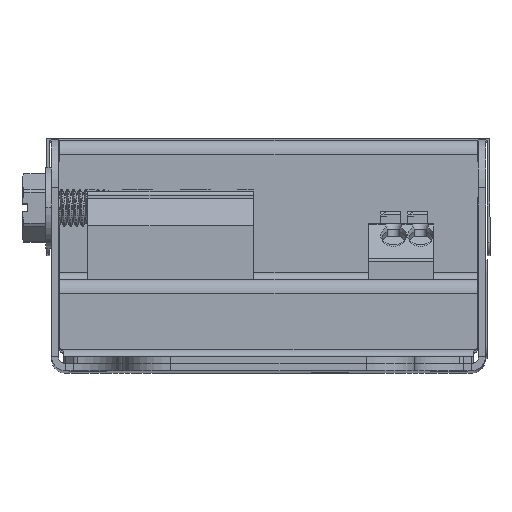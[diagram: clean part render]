
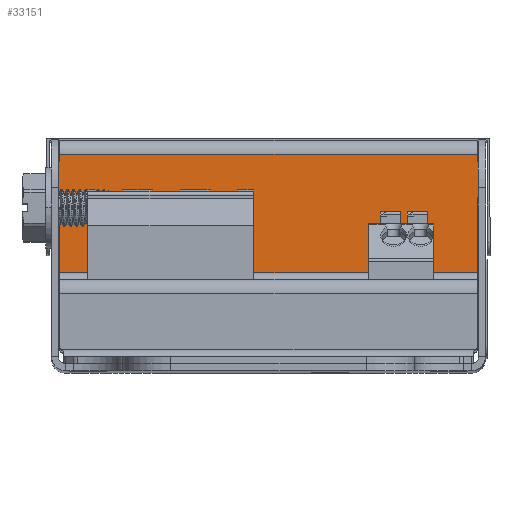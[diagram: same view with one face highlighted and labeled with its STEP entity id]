
A CAD part, top view. The second image highlights one B-rep face of the part: STEP entity #33151.
In plain terms, the highlighted planar face has unit normal (0, 0, 1).
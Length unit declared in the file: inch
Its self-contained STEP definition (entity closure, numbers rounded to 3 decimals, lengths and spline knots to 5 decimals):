
#764 = DIRECTION ( 'NONE',  ( 0., 0., -1. ) ) ;
#966 = CARTESIAN_POINT ( 'NONE',  ( 1.095, -0.189, 2.397 ) ) ;
#1152 = DIRECTION ( 'NONE',  ( 1., 0., 0. ) ) ;
#1768 = CARTESIAN_POINT ( 'NONE',  ( -1.07, 0., 2.397 ) ) ;
#3344 = VERTEX_POINT ( 'NONE', #31190 ) ;
#4174 = EDGE_CURVE ( 'NONE', #34188, #34334, #21133, .T. ) ;
#4642 = VERTEX_POINT ( 'NONE', #29113 ) ;
#5376 = CARTESIAN_POINT ( 'NONE',  ( -1.095, -0.109, 2.397 ) ) ;
#5652 = CARTESIAN_POINT ( 'NONE',  ( 1.07, -0.072, 2.397 ) ) ;
#5870 = ORIENTED_EDGE ( 'NONE', *, *, #39994, .T. ) ;
#5897 = VECTOR ( 'NONE', #12754, 39.37008 ) ;
#6075 = LINE ( 'NONE', #33446, #50795 ) ;
#6076 = EDGE_CURVE ( 'NONE', #34334, #50089, #41694, .T. ) ;
#7271 = CARTESIAN_POINT ( 'NONE',  ( -1.095, -0.189, 2.397 ) ) ;
#7534 = VERTEX_POINT ( 'NONE', #35348 ) ;
#7866 = LINE ( 'NONE', #966, #53974 ) ;
#8607 = LINE ( 'NONE', #7271, #54690 ) ;
#8718 = LINE ( 'NONE', #52956, #5897 ) ;
#9017 = EDGE_CURVE ( 'NONE', #4642, #34188, #7866, .T. ) ;
#9227 = VECTOR ( 'NONE', #14046, 39.37008 ) ;
#9777 = CARTESIAN_POINT ( 'NONE',  ( 1.07, -0.309, 2.397 ) ) ;
#10436 = VECTOR ( 'NONE', #51174, 39.37008 ) ;
#11264 = LINE ( 'NONE', #41239, #33615 ) ;
#12078 = ORIENTED_EDGE ( 'NONE', *, *, #4174, .T. ) ;
#12754 = DIRECTION ( 'NONE',  ( 1., 0., 0. ) ) ;
#13440 = ORIENTED_EDGE ( 'NONE', *, *, #6076, .T. ) ;
#14046 = DIRECTION ( 'NONE',  ( -1., 0., 0. ) ) ;
#14254 = EDGE_CURVE ( 'NONE', #27283, #38355, #8607, .T. ) ;
#18263 = VERTEX_POINT ( 'NONE', #31922 ) ;
#18273 = ORIENTED_EDGE ( 'NONE', *, *, #26125, .F. ) ;
#18529 = DIRECTION ( 'NONE',  ( 0., 1., 0. ) ) ;
#18740 = ORIENTED_EDGE ( 'NONE', *, *, #44761, .F. ) ;
#20519 = VERTEX_POINT ( 'NONE', #57567 ) ;
#21133 = LINE ( 'NONE', #27341, #9227 ) ;
#21917 = EDGE_CURVE ( 'NONE', #3344, #50089, #42349, .T. ) ;
#21976 = VERTEX_POINT ( 'NONE', #50766 ) ;
#22342 = LINE ( 'NONE', #24415, #10436 ) ;
#24182 = ORIENTED_EDGE ( 'NONE', *, *, #14254, .F. ) ;
#24415 = CARTESIAN_POINT ( 'NONE',  ( 1.07, 0., 2.397 ) ) ;
#24680 = VECTOR ( 'NONE', #28535, 39.37008 ) ;
#26125 = EDGE_CURVE ( 'NONE', #18263, #20519, #11264, .T. ) ;
#26653 = AXIS2_PLACEMENT_3D ( 'NONE', #27540, #764, #32004 ) ;
#27283 = VERTEX_POINT ( 'NONE', #47370 ) ;
#27341 = CARTESIAN_POINT ( 'NONE',  ( 1.07, -0.109, 2.397 ) ) ;
#27540 = CARTESIAN_POINT ( 'NONE',  ( 0., 0., 2.397 ) ) ;
#28535 = DIRECTION ( 'NONE',  ( 0., -1., 0. ) ) ;
#28546 = DIRECTION ( 'NONE',  ( 0.204, 0.979, 0. ) ) ;
#29113 = CARTESIAN_POINT ( 'NONE',  ( 1.095, -0.189, 2.397 ) ) ;
#29724 = VERTEX_POINT ( 'NONE', #9777 ) ;
#30784 = VECTOR ( 'NONE', #28546, 39.37008 ) ;
#31190 = CARTESIAN_POINT ( 'NONE',  ( -1.07, -0.072, 2.397 ) ) ;
#31862 = VECTOR ( 'NONE', #1152, 39.37008 ) ;
#31922 = CARTESIAN_POINT ( 'NONE',  ( 1.07, -0.678, 2.397 ) ) ;
#32004 = DIRECTION ( 'NONE',  ( 0., 1., 0. ) ) ;
#33151 = ADVANCED_FACE ( 'NONE', ( #50978 ), #49785, .F. ) ;
#33175 = CARTESIAN_POINT ( 'NONE',  ( 1.07, 0., 2.397 ) ) ;
#33446 = CARTESIAN_POINT ( 'NONE',  ( -1.07, 0., 2.397 ) ) ;
#33555 = EDGE_LOOP ( 'NONE', ( #18273, #47754, #51364, #41302, #12078, #13440, #49350, #34710, #38401, #24182, #18740, #5870 ) ) ;
#33615 = VECTOR ( 'NONE', #45736, 39.37008 ) ;
#34188 = VERTEX_POINT ( 'NONE', #51420 ) ;
#34334 = VERTEX_POINT ( 'NONE', #39305 ) ;
#34437 = VECTOR ( 'NONE', #51114, 39.37008 ) ;
#34710 = ORIENTED_EDGE ( 'NONE', *, *, #34841, .T. ) ;
#34841 = EDGE_CURVE ( 'NONE', #3344, #7534, #36538, .T. ) ;
#35348 = CARTESIAN_POINT ( 'NONE',  ( -1.07, -0.109, 2.397 ) ) ;
#36536 = EDGE_CURVE ( 'NONE', #29724, #4642, #42675, .T. ) ;
#36538 = LINE ( 'NONE', #1768, #24680 ) ;
#37339 = EDGE_CURVE ( 'NONE', #18263, #29724, #22342, .T. ) ;
#37933 = DIRECTION ( 'NONE',  ( 0., -1., 0. ) ) ;
#38355 = VERTEX_POINT ( 'NONE', #5376 ) ;
#38401 = ORIENTED_EDGE ( 'NONE', *, *, #42588, .F. ) ;
#39305 = CARTESIAN_POINT ( 'NONE',  ( 1.07, -0.109, 2.397 ) ) ;
#39994 = EDGE_CURVE ( 'NONE', #21976, #20519, #6075, .T. ) ;
#41239 = CARTESIAN_POINT ( 'NONE',  ( 1.07, -0.678, 2.397 ) ) ;
#41302 = ORIENTED_EDGE ( 'NONE', *, *, #9017, .T. ) ;
#41694 = LINE ( 'NONE', #33175, #52176 ) ;
#42349 = LINE ( 'NONE', #5652, #31862 ) ;
#42588 = EDGE_CURVE ( 'NONE', #38355, #7534, #8718, .T. ) ;
#42675 = LINE ( 'NONE', #46344, #30784 ) ;
#44761 = EDGE_CURVE ( 'NONE', #21976, #27283, #56802, .T. ) ;
#45736 = DIRECTION ( 'NONE',  ( -1., 0., 0. ) ) ;
#46344 = CARTESIAN_POINT ( 'NONE',  ( 1.07, -0.309, 2.397 ) ) ;
#46643 = CARTESIAN_POINT ( 'NONE',  ( -1.07, -0.309, 2.397 ) ) ;
#47370 = CARTESIAN_POINT ( 'NONE',  ( -1.095, -0.189, 2.397 ) ) ;
#47754 = ORIENTED_EDGE ( 'NONE', *, *, #37339, .T. ) ;
#49350 = ORIENTED_EDGE ( 'NONE', *, *, #21917, .F. ) ;
#49785 = PLANE ( 'NONE',  #26653 ) ;
#50089 = VERTEX_POINT ( 'NONE', #54614 ) ;
#50766 = CARTESIAN_POINT ( 'NONE',  ( -1.07, -0.309, 2.397 ) ) ;
#50795 = VECTOR ( 'NONE', #37933, 39.37008 ) ;
#50978 = FACE_OUTER_BOUND ( 'NONE', #33555, .T. ) ;
#51114 = DIRECTION ( 'NONE',  ( -0.204, 0.979, 0. ) ) ;
#51174 = DIRECTION ( 'NONE',  ( 0., 1., 0. ) ) ;
#51364 = ORIENTED_EDGE ( 'NONE', *, *, #36536, .T. ) ;
#51420 = CARTESIAN_POINT ( 'NONE',  ( 1.095, -0.109, 2.397 ) ) ;
#52176 = VECTOR ( 'NONE', #18529, 39.37008 ) ;
#52956 = CARTESIAN_POINT ( 'NONE',  ( -1.07, -0.109, 2.397 ) ) ;
#53974 = VECTOR ( 'NONE', #54478, 39.37008 ) ;
#54478 = DIRECTION ( 'NONE',  ( 0., 1., 0. ) ) ;
#54614 = CARTESIAN_POINT ( 'NONE',  ( 1.07, -0.072, 2.397 ) ) ;
#54690 = VECTOR ( 'NONE', #56484, 39.37008 ) ;
#56484 = DIRECTION ( 'NONE',  ( 0., 1., 0. ) ) ;
#56802 = LINE ( 'NONE', #46643, #34437 ) ;
#57567 = CARTESIAN_POINT ( 'NONE',  ( -1.07, -0.678, 2.397 ) ) ;
